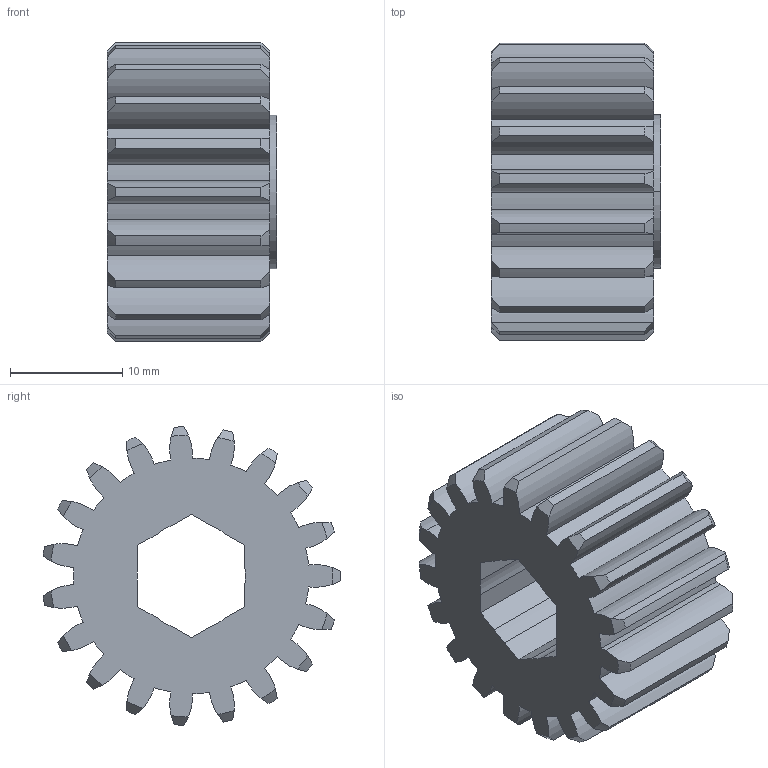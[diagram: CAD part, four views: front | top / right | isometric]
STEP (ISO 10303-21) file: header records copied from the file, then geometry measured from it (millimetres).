
FILE_DESCRIPTION (( 'STEP AP214' ), '1' );
FILE_NAME ('am-0176 19 Tooth Small Cluster Gear.STEP', '2018-06-12T15:24:09', ( '' ), ( '' ), 'SwSTEP 2.0', 'SolidWorks 2017', '' );
FILE_SCHEMA (( 'AUTOMOTIVE_DESIGN' ));
Length unit declared in the file: inch
Products named in the file (1): am-0176 19 Tooth Small Cluster Gear
Bounding box: 15.14 x 26.55 x 26.64 mm (x, y, z)
Volume: 5242.4 mm3; surface area: 3509 mm2
Topology: 1 solids, 1 shells, 140 faces, 411 edges, 274 vertices
Faces by surface type: cylinder 87, cone 38, plane 15
Entity records: 4887 total; most frequent: CARTESIAN_POINT 1060, DIRECTION 825, ORIENTED_EDGE 822, EDGE_CURVE 411, AXIS2_PLACEMENT_3D 351, VERTEX_POINT 274, CIRCLE 210, EDGE_LOOP 143
